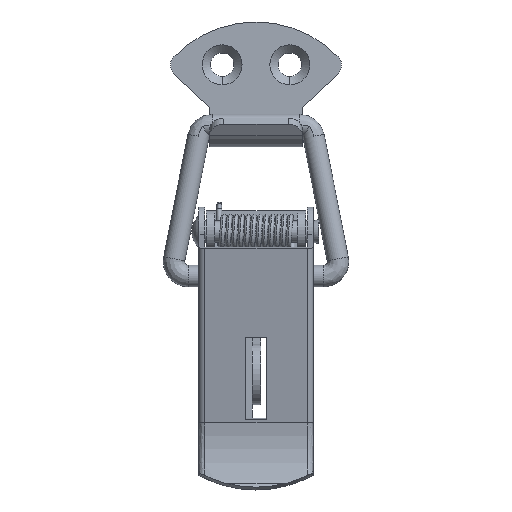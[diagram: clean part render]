
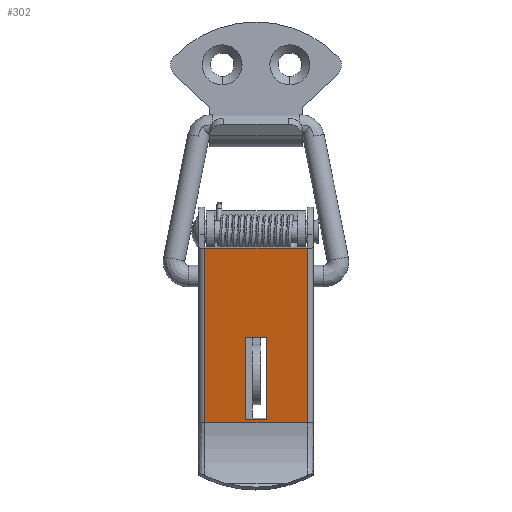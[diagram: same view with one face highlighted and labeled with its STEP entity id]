
A CAD part, front view. The second image highlights one B-rep face of the part: STEP entity #302.
In plain terms, the highlighted face is planar.
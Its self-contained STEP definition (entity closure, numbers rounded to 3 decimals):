
#302=ADVANCED_FACE('',(#846,#847),#845,.F.);
#845=PLANE('',#5340);
#846=FACE_OUTER_BOUND('',#5341,.T.);
#847=FACE_BOUND('',#5342,.T.);
#5337=CARTESIAN_POINT('',(-5.691,-8.64,-14.33));
#5338=DIRECTION('',(0.982,0.,0.188));
#5339=DIRECTION('',(0.188,0.,-0.982));
#5340=AXIS2_PLACEMENT_3D('',#5337,#5338,#5339);
#5341=EDGE_LOOP('',(#6477,#6478,#6479,#6480));
#5342=EDGE_LOOP('',(#6481,#6482,#6483,#6484));
#6477=ORIENTED_EDGE('',*,*,#7198,.T.);
#6478=ORIENTED_EDGE('',*,*,#7240,.T.);
#6479=ORIENTED_EDGE('',*,*,#7180,.F.);
#6480=ORIENTED_EDGE('',*,*,#7241,.T.);
#6481=ORIENTED_EDGE('',*,*,#7223,.F.);
#6482=ORIENTED_EDGE('',*,*,#7222,.T.);
#6483=ORIENTED_EDGE('',*,*,#7225,.F.);
#6484=ORIENTED_EDGE('',*,*,#7215,.F.);
#7180=EDGE_CURVE('',#8258,#8265,#8266,.T.);
#7198=EDGE_CURVE('',#8389,#8382,#8390,.T.);
#7215=EDGE_CURVE('',#8505,#8506,#8507,.T.);
#7222=EDGE_CURVE('',#8534,#8548,#8555,.T.);
#7223=EDGE_CURVE('',#8534,#8505,#8561,.T.);
#7225=EDGE_CURVE('',#8506,#8548,#8573,.T.);
#7240=EDGE_CURVE('',#8382,#8265,#8665,.T.);
#7241=EDGE_CURVE('',#8258,#8389,#8671,.T.);
#8258=VERTEX_POINT('',#11265);
#8265=VERTEX_POINT('',#11270);
#8266=LINE('',#11271,#11272);
#8382=VERTEX_POINT('',#11348);
#8389=VERTEX_POINT('',#11353);
#8390=LINE('',#11354,#11355);
#8505=VERTEX_POINT('',#11427);
#8506=VERTEX_POINT('',#11428);
#8507=LINE('',#11429,#11430);
#8534=VERTEX_POINT('',#11444);
#8548=VERTEX_POINT('',#11452);
#8555=LINE('',#11456,#11457);
#8561=LINE('',#11459,#11460);
#8573=LINE('',#11465,#11466);
#8665=LINE('',#11561,#11562);
#8671=LINE('',#11564,#11565);
#11265=CARTESIAN_POINT('',(-0.55,-7.2,-41.253));
#11270=CARTESIAN_POINT('',(-0.55,7.2,-41.253));
#11271=CARTESIAN_POINT('',(-0.55,-7.2,-41.253));
#11272=VECTOR('',#11273,14.4);
#11273=DIRECTION('',(0.,1.,0.));
#11348=CARTESIAN_POINT('',(-5.224,7.2,-16.778));
#11353=CARTESIAN_POINT('',(-5.224,-7.2,-16.778));
#11354=CARTESIAN_POINT('',(-5.224,-7.2,-16.778));
#11355=VECTOR('',#11356,14.4);
#11356=DIRECTION('',(0.,1.,0.));
#11427=CARTESIAN_POINT('',(-0.647,-1.5,-40.745));
#11428=CARTESIAN_POINT('',(-2.842,-1.5,-29.253));
#11429=CARTESIAN_POINT('',(-0.647,-1.5,-40.745));
#11430=VECTOR('',#11431,11.7);
#11431=DIRECTION('',(-0.188,0.,0.982));
#11444=CARTESIAN_POINT('',(-0.647,1.5,-40.745));
#11452=CARTESIAN_POINT('',(-2.842,1.5,-29.253));
#11456=CARTESIAN_POINT('',(-0.647,1.5,-40.745));
#11457=VECTOR('',#11458,11.7);
#11458=DIRECTION('',(-0.188,0.,0.982));
#11459=CARTESIAN_POINT('',(-0.647,1.5,-40.745));
#11460=VECTOR('',#11461,3.);
#11461=DIRECTION('',(0.,-1.,0.));
#11465=CARTESIAN_POINT('',(-2.842,-1.5,-29.253));
#11466=VECTOR('',#11467,3.);
#11467=DIRECTION('',(0.,1.,0.));
#11561=CARTESIAN_POINT('',(-5.224,7.2,-16.778));
#11562=VECTOR('',#11563,24.917);
#11563=DIRECTION('',(0.188,0.,-0.982));
#11564=CARTESIAN_POINT('',(-0.55,-7.2,-41.253));
#11565=VECTOR('',#11566,24.917);
#11566=DIRECTION('',(-0.188,0.,0.982));
